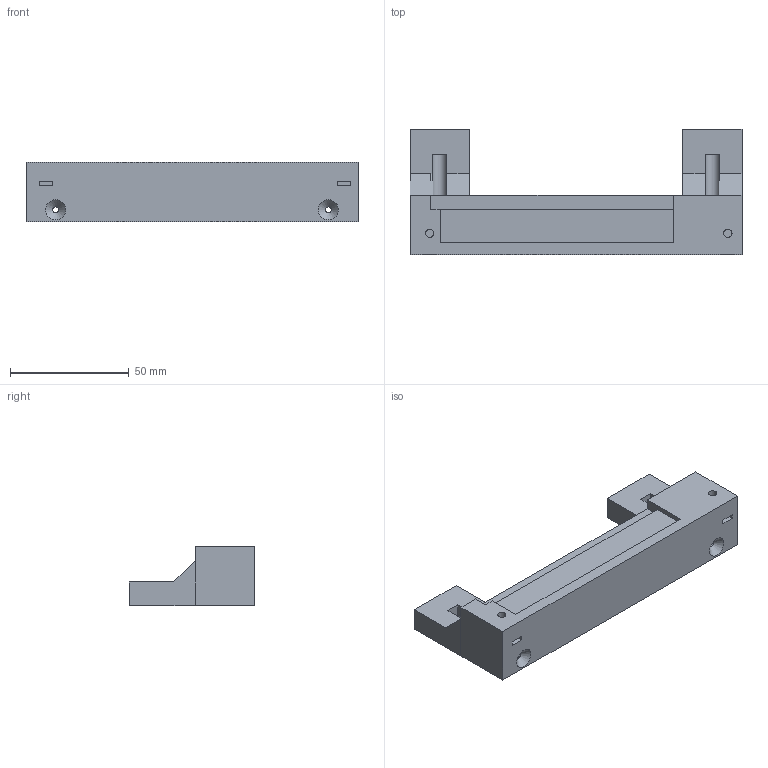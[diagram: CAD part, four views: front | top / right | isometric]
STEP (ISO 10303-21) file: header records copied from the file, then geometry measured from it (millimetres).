
FILE_DESCRIPTION(('FreeCAD Model'),'2;1');
FILE_NAME('Open CASCADE Shape Model','2022-11-01T09:51:19',(''),(''), 'Open CASCADE STEP processor 7.6','FreeCAD','Unknown');
FILE_SCHEMA(('AUTOMOTIVE_DESIGN { 1 0 10303 214 1 1 1 1 }'));
Length unit declared in the file: millimetre
Products named in the file (2): printGC_Support; Body040
Assembly tree (1 placements, depth 2):
  printGC_Support
    Body040
Bounding box: 140 x 52.75 x 25.05 mm (x, y, z)
Volume: 94720.3 mm3; surface area: 21456.4 mm2
Topology: 1 solids, 1 shells, 66 faces, 169 edges, 111 vertices
Faces by surface type: plane 54, cylinder 10, cone 2
Full cylindrical faces by diameter (mm): 2.5 x2, 3 x2, 3.5 x4
Entity records: 4277 total; most frequent: CARTESIAN_POINT 764, DIRECTION 654, LINE 459, VECTOR 459, ORIENTED_EDGE 338, PCURVE 338, DEFINITIONAL_REPRESENTATION 338, EDGE_CURVE 169
